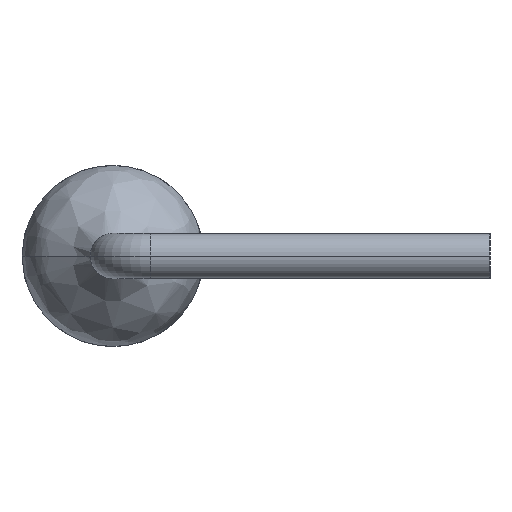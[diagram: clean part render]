
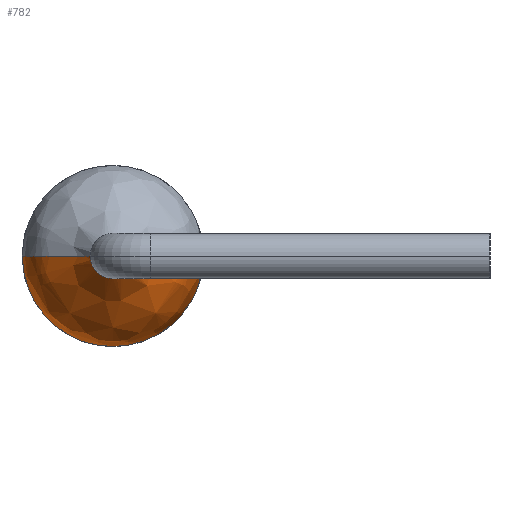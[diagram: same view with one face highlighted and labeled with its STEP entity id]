
A CAD part, left-side view. The second image highlights one B-rep face of the part: STEP entity #782.
In plain terms, the highlighted free-form (B-spline) face has degree [3, 3] with [5, 4] control points.
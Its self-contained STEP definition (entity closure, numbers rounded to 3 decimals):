
#75 = CARTESIAN_POINT ( 'NONE',  ( -2., 1.2, 0. ) ) ;
#90 = CARTESIAN_POINT ( 'NONE',  ( -2.971, -0.43, 0. ) ) ;
#155 = EDGE_LOOP ( 'NONE', ( #1039, #512, #1769, #684 ) ) ;
#198 = CARTESIAN_POINT ( 'NONE',  ( -3.25, 0.3, 0. ) ) ;
#199 = CARTESIAN_POINT ( 'NONE',  ( -2.971, -0.43, -0.86 ) ) ;
#216 = CARTESIAN_POINT ( 'NONE',  ( -2.236, 1.182, -2.363 ) ) ;
#220 = CARTESIAN_POINT ( 'NONE',  ( -3.25, -0.3, 0. ) ) ;
#225 = CARTESIAN_POINT ( 'NONE',  ( -3.25, 0., 0. ) ) ;
#248 = CIRCLE ( 'NONE', #1163, 1.2 ) ;
#373 = EDGE_CURVE ( 'NONE', #1252, #868, #1732, .T. ) ;
#415 = CARTESIAN_POINT ( 'NONE',  ( -2.971, 0.43, 0. ) ) ;
#433 = AXIS2_PLACEMENT_3D ( 'NONE', #225, #646, #1622 ) ;
#471 = CARTESIAN_POINT ( 'NONE',  ( -2.236, -1.182, 0. ) ) ;
#489 = CARTESIAN_POINT ( 'NONE',  ( -2.971, -0.43, 0. ) ) ;
#505 = CARTESIAN_POINT ( 'NONE',  ( -3.25, -0.3, 0. ) ) ;
#512 = ORIENTED_EDGE ( 'NONE', *, *, #1453, .T. ) ;
#525 = B_SPLINE_CURVE_WITH_KNOTS ( 'NONE', 3,
 ( #1597, #1479, #1615, #90, #649 ),
 .UNSPECIFIED., .F., .F.,
 ( 4, 1, 4 ),
 ( 0.78, 0.877, 1. ),
 .UNSPECIFIED. ) ;
#526 = CARTESIAN_POINT ( 'NONE',  ( -2., 1.2, 0. ) ) ;
#615 = B_SPLINE_CURVE_WITH_KNOTS ( 'NONE', 3,
 ( #1520, #1652, #686, #415, #1233 ),
 .UNSPECIFIED., .F., .F.,
 ( 4, 1, 4 ),
 ( 0.78, 0.877, 1. ),
 .UNSPECIFIED. ) ;
#630 = CARTESIAN_POINT ( 'NONE',  ( -3.25, -0.3, -0.6 ) ) ;
#646 = DIRECTION ( 'NONE',  ( -1., 0., 0. ) ) ;
#649 = CARTESIAN_POINT ( 'NONE',  ( -3.25, -0.3, 0. ) ) ;
#684 = ORIENTED_EDGE ( 'NONE', *, *, #1612, .F. ) ;
#686 = CARTESIAN_POINT ( 'NONE',  ( -2.789, 1.005, 0. ) ) ;
#751 = CARTESIAN_POINT ( 'NONE',  ( -2., 1.2, -2.4 ) ) ;
#769 = CARTESIAN_POINT ( 'NONE',  ( -2.971, 0.43, 0. ) ) ;
#775 = CARTESIAN_POINT ( 'NONE',  ( -2.789, -1.005, -2.01 ) ) ;
#782 = ADVANCED_FACE ( 'NONE', ( #1195 ), #1119, .F. ) ;
#868 = VERTEX_POINT ( 'NONE', #505 ) ;
#896 = CARTESIAN_POINT ( 'NONE',  ( -2., -1.2, -2.4 ) ) ;
#1032 = CARTESIAN_POINT ( 'NONE',  ( -2.789, 1.005, 0. ) ) ;
#1039 = ORIENTED_EDGE ( 'NONE', *, *, #1240, .F. ) ;
#1047 = CARTESIAN_POINT ( 'NONE',  ( -2.236, 1.182, 0. ) ) ;
#1052 = CARTESIAN_POINT ( 'NONE',  ( -2., -1.2, 0. ) ) ;
#1119 =( BOUNDED_SURFACE ( )  B_SPLINE_SURFACE ( 3, 3, ( 
 ( #75, #751, #896, #1052 ),
 ( #1047, #216, #1598, #471 ),
 ( #1032, #1321, #775, #1602 ),
 ( #769, #1186, #199, #489 ),
 ( #1336, #1308, #630, #220 ) ),
 .UNSPECIFIED., .F., .F., .F. ) 
 B_SPLINE_SURFACE_WITH_KNOTS ( ( 4, 1, 4 ),
 ( 4, 4 ),
 ( 0.78, 0.877, 1. ),
 ( 0., 1. ),
 .UNSPECIFIED. ) 
 GEOMETRIC_REPRESENTATION_ITEM ( )  RATIONAL_B_SPLINE_SURFACE ( (
 ( 1., 0.333, 0.333, 1.),
 ( 1., 0.333, 0.333, 1.),
 ( 1., 0.333, 0.333, 1.),
 ( 1., 0.333, 0.333, 1.),
 ( 1., 0.333, 0.333, 1.) ) ) 
 REPRESENTATION_ITEM ( '' )  SURFACE ( )  );
#1163 = AXIS2_PLACEMENT_3D ( 'NONE', #1447, #1584, #1298 ) ;
#1186 = CARTESIAN_POINT ( 'NONE',  ( -2.971, 0.43, -0.86 ) ) ;
#1195 = FACE_OUTER_BOUND ( 'NONE', #155, .T. ) ;
#1233 = CARTESIAN_POINT ( 'NONE',  ( -3.25, 0.3, 0. ) ) ;
#1238 = CARTESIAN_POINT ( 'NONE',  ( -2., -1.2, 0. ) ) ;
#1240 = EDGE_CURVE ( 'NONE', #1617, #1570, #248, .T. ) ;
#1252 = VERTEX_POINT ( 'NONE', #198 ) ;
#1298 = DIRECTION ( 'NONE',  ( 0., 0., 1. ) ) ;
#1308 = CARTESIAN_POINT ( 'NONE',  ( -3.25, 0.3, -0.6 ) ) ;
#1321 = CARTESIAN_POINT ( 'NONE',  ( -2.789, 1.005, -2.01 ) ) ;
#1336 = CARTESIAN_POINT ( 'NONE',  ( -3.25, 0.3, 0. ) ) ;
#1447 = CARTESIAN_POINT ( 'NONE',  ( -2., 0., 0. ) ) ;
#1453 = EDGE_CURVE ( 'NONE', #1617, #868, #525, .T. ) ;
#1479 = CARTESIAN_POINT ( 'NONE',  ( -2.236, -1.182, 0. ) ) ;
#1520 = CARTESIAN_POINT ( 'NONE',  ( -2., 1.2, 0. ) ) ;
#1570 = VERTEX_POINT ( 'NONE', #526 ) ;
#1584 = DIRECTION ( 'NONE',  ( 1., 0., 0. ) ) ;
#1597 = CARTESIAN_POINT ( 'NONE',  ( -2., -1.2, 0. ) ) ;
#1598 = CARTESIAN_POINT ( 'NONE',  ( -2.236, -1.182, -2.363 ) ) ;
#1602 = CARTESIAN_POINT ( 'NONE',  ( -2.789, -1.005, 0. ) ) ;
#1612 = EDGE_CURVE ( 'NONE', #1570, #1252, #615, .T. ) ;
#1615 = CARTESIAN_POINT ( 'NONE',  ( -2.789, -1.005, 0. ) ) ;
#1617 = VERTEX_POINT ( 'NONE', #1238 ) ;
#1622 = DIRECTION ( 'NONE',  ( 0., 0., 1. ) ) ;
#1652 = CARTESIAN_POINT ( 'NONE',  ( -2.236, 1.182, 0. ) ) ;
#1732 = CIRCLE ( 'NONE', #433, 0.3 ) ;
#1769 = ORIENTED_EDGE ( 'NONE', *, *, #373, .F. ) ;
